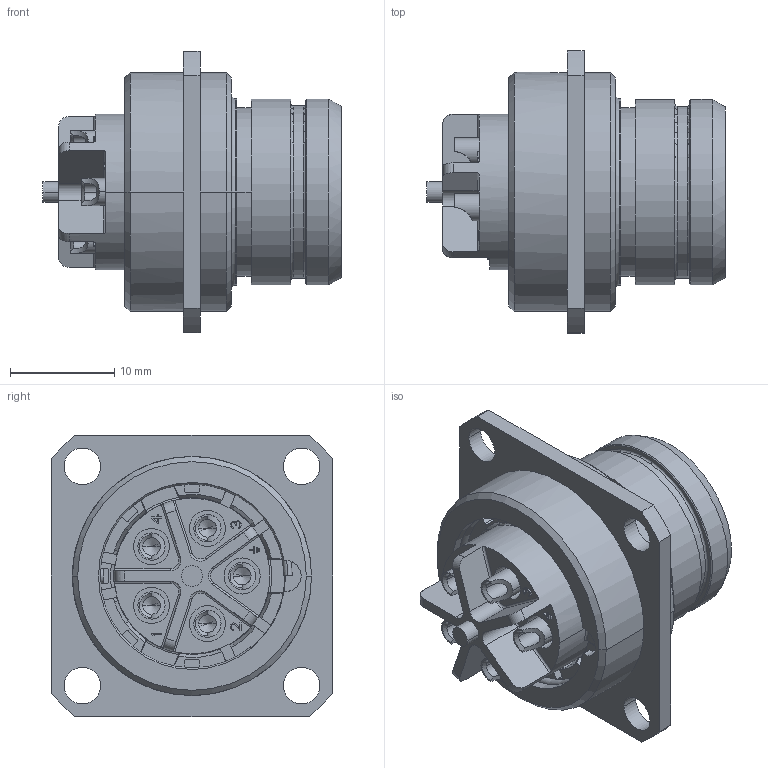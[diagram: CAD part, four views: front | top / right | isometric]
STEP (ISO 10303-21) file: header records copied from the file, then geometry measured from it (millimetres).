
FILE_DESCRIPTION((''),'2;1');
FILE_NAME('1331E295MZ','2024-07-19T10:49:08',('paultorloting'),('NET AG system integration'),'CREO PARAMETRIC BY PTC INC, 2021404','CREO PARAMETRIC BY PTC INC, 2021404','');
FILE_SCHEMA(('AUTOMOTIVE_DESIGN { 1 0 10303 214 1 1 1 1 }'));
Length unit declared in the file: millimetre
Products named in the file (1): 1331E295MZ
Bounding box: 28.55 x 27 x 27 mm (x, y, z)
Volume: 6595.8 mm3; surface area: 6763.1 mm2
Topology: 1 solids, 1 shells, 714 faces, 1845 edges, 1198 vertices
Faces by surface type: plane 412, cylinder 185, cone 69, torus 38, bspline 10
Entity records: 25674 total; most frequent: CARTESIAN_POINT 4871, DIRECTION 3696, ORIENTED_EDGE 3670, EDGE_CURVE 1835, AXIS2_PLACEMENT_3D 1238, VECTOR 1217, LINE 1217, VERTEX_POINT 1198
